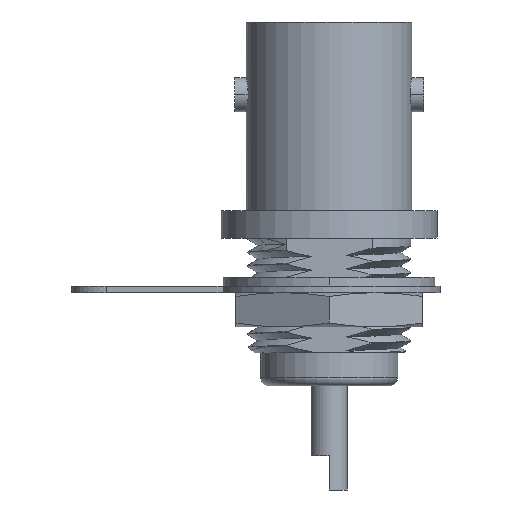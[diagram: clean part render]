
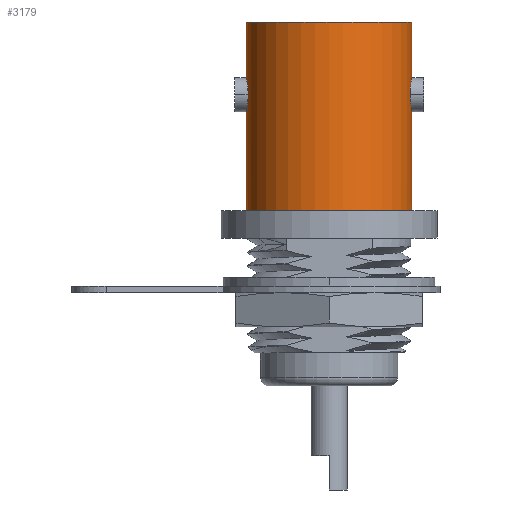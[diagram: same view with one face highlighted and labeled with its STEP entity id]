
A CAD part, left-side view. The second image highlights one B-rep face of the part: STEP entity #3179.
In plain terms, the highlighted cylindrical face has radius 4.825 mm (diameter 9.65 mm), a partial arc.
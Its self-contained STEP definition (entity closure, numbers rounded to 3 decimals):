
#72=CARTESIAN_POINT('',(0.,0.,0.));
#73=DIRECTION('',(0.,0.,1.));
#74=DIRECTION('',(0.,1.,0.));
#75=AXIS2_PLACEMENT_3D('',#72,#73,#74);
#82=CARTESIAN_POINT('',(0.,0.,-11.));
#83=DIRECTION('',(0.,0.,1.));
#84=DIRECTION('',(0.,1.,0.));
#85=AXIS2_PLACEMENT_3D('',#82,#83,#84);
#87=CARTESIAN_POINT('',(0.,4.825,-5.23));
#88=CARTESIAN_POINT('',(-0.064,4.825,-5.23));
#89=CARTESIAN_POINT('',(-0.19,4.823,-5.218));
#90=CARTESIAN_POINT('',(-0.383,4.811,-5.16));
#91=CARTESIAN_POINT('',(-0.555,4.794,-5.068));
#92=CARTESIAN_POINT('',(-0.705,4.774,-4.944));
#93=CARTESIAN_POINT('',(-0.828,4.754,-4.794));
#94=CARTESIAN_POINT('',(-0.921,4.737,-4.622));
#95=CARTESIAN_POINT('',(-0.978,4.725,-4.433));
#96=CARTESIAN_POINT('',(-0.991,4.722,-4.305));
#97=CARTESIAN_POINT('',(-0.991,4.722,-4.24));
#99=CARTESIAN_POINT('',(-0.991,4.722,-4.24));
#100=CARTESIAN_POINT('',(-0.991,4.722,-4.174));
#101=CARTESIAN_POINT('',(-0.978,4.725,
-4.046));
#102=CARTESIAN_POINT('',(-0.921,4.737,
-3.857));
#103=CARTESIAN_POINT('',(-0.828,4.754,
-3.685));
#104=CARTESIAN_POINT('',(-0.705,4.774,
-3.535));
#105=CARTESIAN_POINT('',(-0.555,4.794,
-3.411));
#106=CARTESIAN_POINT('',(-0.383,4.811,
-3.319));
#107=CARTESIAN_POINT('',(-0.19,4.823,
-3.261));
#108=CARTESIAN_POINT('',(-0.064,4.825,-3.249));
#109=CARTESIAN_POINT('',(0.,4.825,-3.249));
#111=CARTESIAN_POINT('',(0.,-4.825,-3.249));
#112=CARTESIAN_POINT('',(-0.064,-4.825,-3.249));
#113=CARTESIAN_POINT('',(-0.19,-4.823,
-3.261));
#114=CARTESIAN_POINT('',(-0.383,-4.811,
-3.319));
#115=CARTESIAN_POINT('',(-0.555,-4.794,
-3.411));
#116=CARTESIAN_POINT('',(-0.705,-4.774,
-3.535));
#117=CARTESIAN_POINT('',(-0.828,-4.754,
-3.685));
#118=CARTESIAN_POINT('',(-0.921,-4.737,
-3.857));
#119=CARTESIAN_POINT('',(-0.978,-4.725,
-4.046));
#120=CARTESIAN_POINT('',(-0.991,-4.722,-4.174));
#121=CARTESIAN_POINT('',(-0.991,-4.722,-4.24));
#123=CARTESIAN_POINT('',(-0.991,-4.722,-4.24));
#124=CARTESIAN_POINT('',(-0.991,-4.722,-4.305));
#125=CARTESIAN_POINT('',(-0.978,-4.725,
-4.433));
#126=CARTESIAN_POINT('',(-0.921,-4.737,
-4.622));
#127=CARTESIAN_POINT('',(-0.828,-4.754,
-4.794));
#128=CARTESIAN_POINT('',(-0.705,-4.774,
-4.944));
#129=CARTESIAN_POINT('',(-0.555,-4.794,
-5.068));
#130=CARTESIAN_POINT('',(-0.383,-4.811,
-5.16));
#131=CARTESIAN_POINT('',(-0.19,-4.823,
-5.218));
#132=CARTESIAN_POINT('',(-0.064,-4.825,-5.23));
#133=CARTESIAN_POINT('',(0.,-4.825,-5.23));
#2472=DIRECTION('',(0.,0.,1.));
#2473=VECTOR('',#2472,5.77);
#2474=CARTESIAN_POINT('',(0.,-4.825,-11.));
#2475=LINE('',#2474,#2473);
#2500=DIRECTION('',(0.,0.,1.));
#2501=VECTOR('',#2500,3.249);
#2502=CARTESIAN_POINT('',(0.,-4.825,-3.249));
#2503=LINE('',#2502,#2501);
#2504=DIRECTION('',(0.,0.,1.));
#2505=VECTOR('',#2504,3.249);
#2506=CARTESIAN_POINT('',(0.,4.825,-3.249));
#2507=LINE('',#2506,#2505);
#2532=DIRECTION('',(0.,0.,1.));
#2533=VECTOR('',#2532,5.77);
#2534=CARTESIAN_POINT('',(0.,4.825,-11.));
#2535=LINE('',#2534,#2533);
#2766=CARTESIAN_POINT('',(0.,4.825,0.));
#2767=CARTESIAN_POINT('',(0.,-4.825,0.));
#2768=VERTEX_POINT('',#2766);
#2769=VERTEX_POINT('',#2767);
#2774=VERTEX_POINT('',#87);
#2775=VERTEX_POINT('',#97);
#2776=VERTEX_POINT('',#109);
#2784=CARTESIAN_POINT('',(-0.991,-4.722,-4.24));
#2785=VERTEX_POINT('',#2784);
#2786=VERTEX_POINT('',#133);
#2787=VERTEX_POINT('',#111);
#2796=CARTESIAN_POINT('',(0.,4.825,-11.));
#2797=CARTESIAN_POINT('',(0.,-4.825,-11.));
#2798=VERTEX_POINT('',#2796);
#2799=VERTEX_POINT('',#2797);
#3153=CARTESIAN_POINT('',(0.,0.,-11.55));
#3154=DIRECTION('',(0.,0.,1.));
#3155=DIRECTION('',(0.,1.,0.));
#3156=AXIS2_PLACEMENT_3D('',#3153,#3154,#3155);
#3157=CYLINDRICAL_SURFACE('',#3156,4.825);
#3159=ORIENTED_EDGE('',*,*,#3158,.F.);
#3161=ORIENTED_EDGE('',*,*,#3160,.T.);
#3163=ORIENTED_EDGE('',*,*,#3162,.T.);
#3165=ORIENTED_EDGE('',*,*,#3164,.T.);
#3167=ORIENTED_EDGE('',*,*,#3166,.T.);
#3168=ORIENTED_EDGE('',*,*,#3140,.T.);
#3170=ORIENTED_EDGE('',*,*,#3169,.F.);
#3172=ORIENTED_EDGE('',*,*,#3171,.T.);
#3174=ORIENTED_EDGE('',*,*,#3173,.T.);
#3176=ORIENTED_EDGE('',*,*,#3175,.F.);
#3177=EDGE_LOOP('',(#3159,#3161,#3163,#3165,#3167,#3168,#3170,#3172,#3174,
#3176));
#3178=FACE_OUTER_BOUND('',#3177,.F.);
#3179=ADVANCED_FACE('',(#3178),#3157,.T.);
#76=CIRCLE('',#75,4.825);
#86=CIRCLE('',#85,4.825);
#98=B_SPLINE_CURVE_WITH_KNOTS('',3,(#87,#88,#89,#90,#91,#92,#93,#94,#95,#96,
#97),.UNSPECIFIED.,.F.,.F.,(4,1,1,1,1,1,1,1,4),(0.,0.125,0.25,0.375,
0.5,0.625,0.75,0.875,1.),.UNSPECIFIED.);
#110=B_SPLINE_CURVE_WITH_KNOTS('',3,(#99,#100,#101,#102,#103,#104,#105,#106,
#107,#108,#109),.UNSPECIFIED.,.F.,.F.,(4,1,1,1,1,1,1,1,4),(0.,0.125,0.25,
0.375,0.5,0.625,0.75,0.875,1.),.UNSPECIFIED.);
#122=B_SPLINE_CURVE_WITH_KNOTS('',3,(#111,#112,#113,#114,#115,#116,#117,#118,
#119,#120,#121),.UNSPECIFIED.,.F.,.F.,(4,1,1,1,1,1,1,1,4),(0.,0.125,0.25,
0.375,0.5,0.625,0.75,0.875,1.),.UNSPECIFIED.);
#134=B_SPLINE_CURVE_WITH_KNOTS('',3,(#123,#124,#125,#126,#127,#128,#129,#130,
#131,#132,#133),.UNSPECIFIED.,.F.,.F.,(4,1,1,1,1,1,1,1,4),(0.,0.125,0.25,
0.375,0.5,0.625,0.75,0.875,1.),.UNSPECIFIED.);
#3140=EDGE_CURVE('',#2768,#2769,#76,.T.);
#3158=EDGE_CURVE('',#2798,#2799,#86,.T.);
#3160=EDGE_CURVE('',#2798,#2774,#2535,.T.);
#3162=EDGE_CURVE('',#2774,#2775,#98,.T.);
#3164=EDGE_CURVE('',#2775,#2776,#110,.T.);
#3166=EDGE_CURVE('',#2776,#2768,#2507,.T.);
#3169=EDGE_CURVE('',#2787,#2769,#2503,.T.);
#3171=EDGE_CURVE('',#2787,#2785,#122,.T.);
#3173=EDGE_CURVE('',#2785,#2786,#134,.T.);
#3175=EDGE_CURVE('',#2799,#2786,#2475,.T.);
